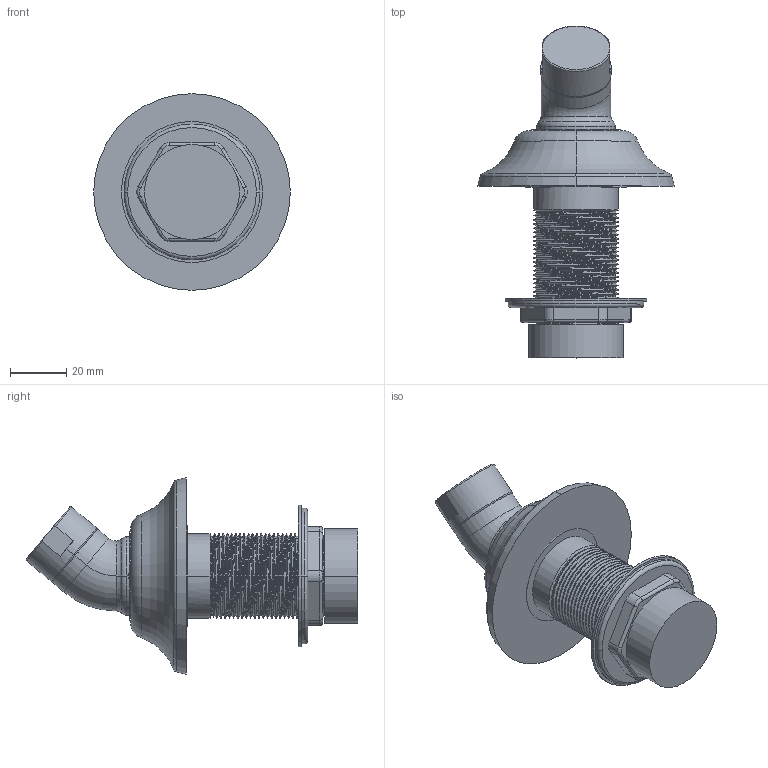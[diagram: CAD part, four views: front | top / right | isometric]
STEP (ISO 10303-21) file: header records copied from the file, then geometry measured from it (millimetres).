
FILE_DESCRIPTION((''),'2;1');
FILE_NAME('289-3_WEB','2010-11-18T',('project'),(''),'PRO/ENGINEER BY PARAMETRIC TECHNOLOGY CORPORATION, 2009300','PRO/ENGINEER BY PARAMETRIC TECHNOLOGY CORPORATION, 2009300','');
FILE_SCHEMA(('CONFIG_CONTROL_DESIGN'));
Length unit declared in the file: inch
Products named in the file (1): 289-3_WEB
Bounding box: 69.6 x 117.53 x 69.6 mm (x, y, z)
Surface area: 33833.7 mm2 (no closed solid volume)
Topology: 0 solids, 11 shells, 178 faces, 475 edges, 309 vertices
Faces by surface type: cylinder 102, bspline 25, torus 24, plane 22, cone 5
Entity records: 15776 total; most frequent: CARTESIAN_POINT 11763, ORIENTED_EDGE 848, DIRECTION 709, EDGE_CURVE 475, VERTEX_POINT 309, AXIS2_PLACEMENT_3D 275, B_SPLINE_CURVE_WITH_KNOTS 194, EDGE_LOOP 178
